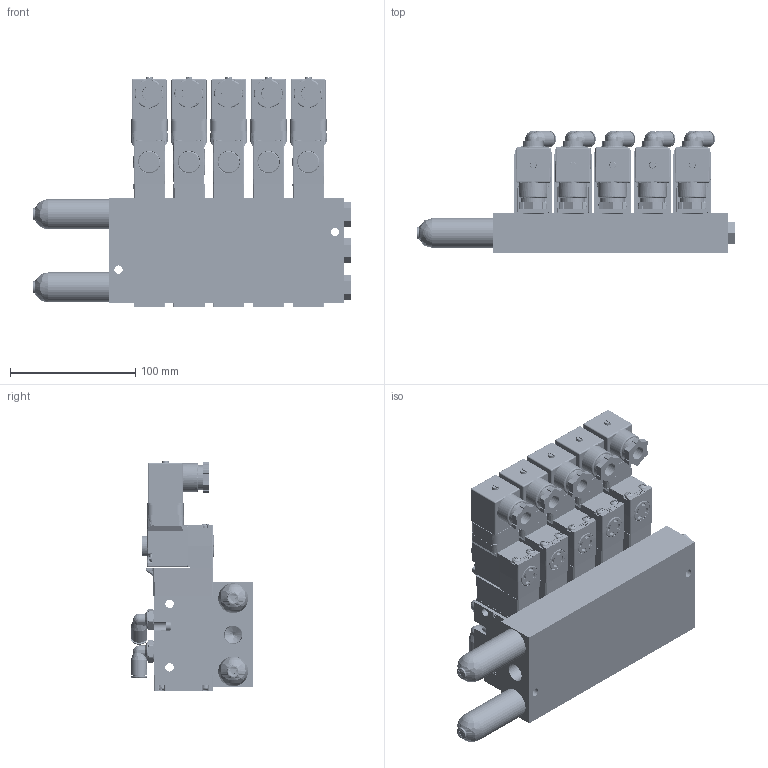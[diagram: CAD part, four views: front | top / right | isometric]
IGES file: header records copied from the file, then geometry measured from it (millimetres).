
Start section:  PTC IGES file: ilcp7101215.igs
Global section: file name: ilcp7101215.igs; native system: Creo Parametric by PTC Inc.; preprocessor: 2021164; author: BCoats; organization: Unknown; date: 20240221.075528; units: inch
Bounding box: 253.94 x 97.46 x 184.1 mm (x, y, z)
Surface area: 266895.4 mm2 (no closed solid volume)
Topology: 0 solids, 0 shells, 6651 faces, 35446 edges, 35380 vertices
Faces by surface type: bspline 3757, revolution 2184, extrusion 710
